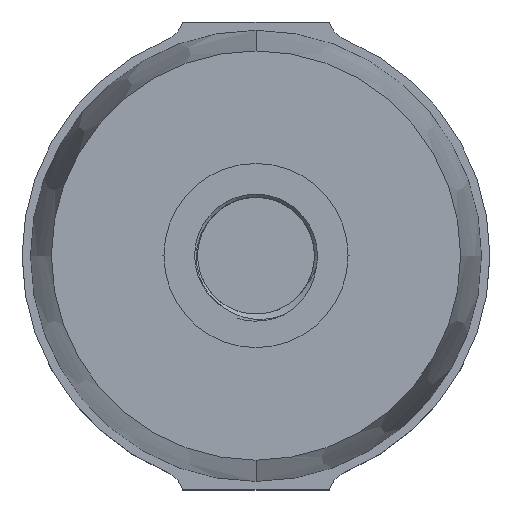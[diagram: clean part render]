
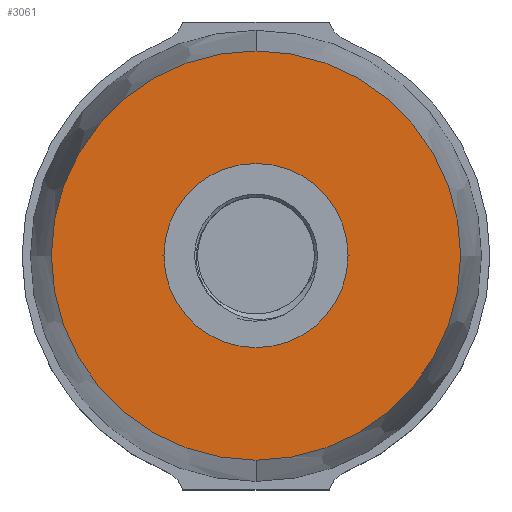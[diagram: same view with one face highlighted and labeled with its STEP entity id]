
A CAD part, top view. The second image highlights one B-rep face of the part: STEP entity #3061.
In plain terms, the highlighted planar face has unit normal (0, 0, 1).
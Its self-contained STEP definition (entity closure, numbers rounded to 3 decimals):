
#184 = EDGE_CURVE ( 'NONE', #2249, #7206, #2562, .T. ) ;
#449 = PLANE ( 'NONE',  #4549 ) ;
#465 = CIRCLE ( 'NONE', #3667, 14. ) ;
#742 = CARTESIAN_POINT ( 'NONE',  ( 0., 0., 17.5 ) ) ;
#780 = DIRECTION ( 'NONE',  ( -1., 0., 0. ) ) ;
#1011 = EDGE_LOOP ( 'NONE', ( #7285, #2394 ) ) ;
#1067 = CARTESIAN_POINT ( 'NONE',  ( 0., 14., 17.5 ) ) ;
#1231 = DIRECTION ( 'NONE',  ( 0., 0., 1. ) ) ;
#1279 = DIRECTION ( 'NONE',  ( -1., 0., 0. ) ) ;
#1346 = DIRECTION ( 'NONE',  ( 0., -1., 0. ) ) ;
#1872 = CARTESIAN_POINT ( 'NONE',  ( 0., 0., 17.5 ) ) ;
#1967 = ORIENTED_EDGE ( 'NONE', *, *, #6172, .F. ) ;
#1973 = CARTESIAN_POINT ( 'NONE',  ( 6.3, 0., 17.5 ) ) ;
#2029 = CARTESIAN_POINT ( 'NONE',  ( 0., 0., 17.5 ) ) ;
#2159 = CARTESIAN_POINT ( 'NONE',  ( -6.3, 0., 17.5 ) ) ;
#2249 = VERTEX_POINT ( 'NONE', #7170 ) ;
#2394 = ORIENTED_EDGE ( 'NONE', *, *, #3799, .T. ) ;
#2483 = EDGE_LOOP ( 'NONE', ( #1967, #6074 ) ) ;
#2509 = VERTEX_POINT ( 'NONE', #2159 ) ;
#2522 = CARTESIAN_POINT ( 'NONE',  ( 0., 0., 17.5 ) ) ;
#2562 = CIRCLE ( 'NONE', #4033, 14. ) ;
#3061 = ADVANCED_FACE ( 'NONE', ( #4028, #4130 ), #449, .F. ) ;
#3667 = AXIS2_PLACEMENT_3D ( 'NONE', #1872, #7487, #3757 ) ;
#3757 = DIRECTION ( 'NONE',  ( 0., -1., 0. ) ) ;
#3795 = EDGE_CURVE ( 'NONE', #4021, #2509, #5588, .T. ) ;
#3799 = EDGE_CURVE ( 'NONE', #7206, #2249, #465, .T. ) ;
#3931 = DIRECTION ( 'NONE',  ( 0., 0., 1. ) ) ;
#4021 = VERTEX_POINT ( 'NONE', #1973 ) ;
#4028 = FACE_BOUND ( 'NONE', #2483, .T. ) ;
#4033 = AXIS2_PLACEMENT_3D ( 'NONE', #742, #3931, #1346 ) ;
#4130 = FACE_OUTER_BOUND ( 'NONE', #1011, .T. ) ;
#4549 = AXIS2_PLACEMENT_3D ( 'NONE', #1067, #6792, #7330 ) ;
#4568 = AXIS2_PLACEMENT_3D ( 'NONE', #2029, #7060, #780 ) ;
#5588 = CIRCLE ( 'NONE', #6349, 6.3 ) ;
#6074 = ORIENTED_EDGE ( 'NONE', *, *, #3795, .F. ) ;
#6172 = EDGE_CURVE ( 'NONE', #2509, #4021, #6228, .T. ) ;
#6228 = CIRCLE ( 'NONE', #4568, 6.3 ) ;
#6349 = AXIS2_PLACEMENT_3D ( 'NONE', #2522, #1231, #1279 ) ;
#6792 = DIRECTION ( 'NONE',  ( 0., 0., -1. ) ) ;
#7060 = DIRECTION ( 'NONE',  ( 0., 0., 1. ) ) ;
#7170 = CARTESIAN_POINT ( 'NONE',  ( 0., 14., 17.5 ) ) ;
#7206 = VERTEX_POINT ( 'NONE', #8083 ) ;
#7285 = ORIENTED_EDGE ( 'NONE', *, *, #184, .T. ) ;
#7330 = DIRECTION ( 'NONE',  ( 0., 1., 0. ) ) ;
#7487 = DIRECTION ( 'NONE',  ( 0., 0., 1. ) ) ;
#8083 = CARTESIAN_POINT ( 'NONE',  ( 0., -14., 17.5 ) ) ;
